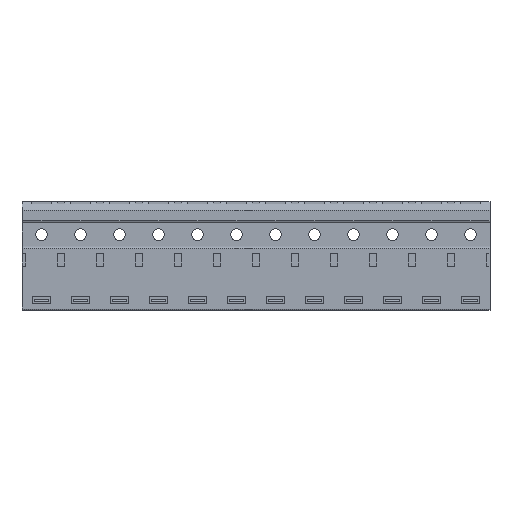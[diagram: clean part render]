
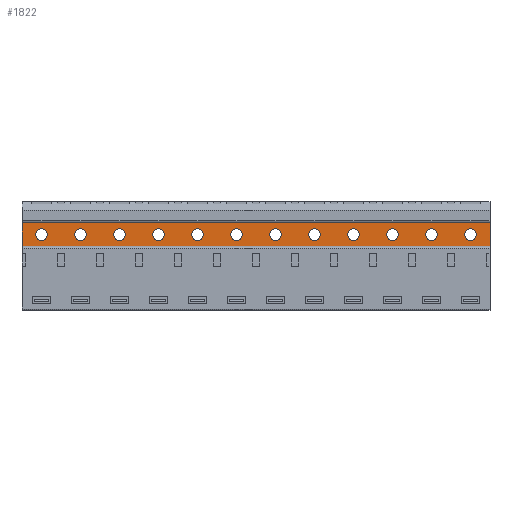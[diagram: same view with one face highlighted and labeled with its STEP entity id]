
A CAD part, front view. The second image highlights one B-rep face of the part: STEP entity #1822.
In plain terms, the highlighted planar face has unit normal (0, -1, 0).
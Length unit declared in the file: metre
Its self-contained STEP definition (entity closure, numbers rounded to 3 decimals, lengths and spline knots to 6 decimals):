
#1822=ADVANCED_FACE('',(#4567,#4568,#4569,#4570,#4571,#4572,#4573,#4574,#4575,#4576,#4577,#4578,#4579),#4580,.T.);
#4567=FACE_OUTER_BOUND('',#8345,.T.);
#4568=FACE_BOUND('',#8346,.T.);
#4569=FACE_BOUND('',#8347,.T.);
#4570=FACE_BOUND('',#8348,.T.);
#4571=FACE_BOUND('',#8349,.T.);
#4572=FACE_BOUND('',#8350,.T.);
#4573=FACE_BOUND('',#8351,.T.);
#4574=FACE_BOUND('',#8352,.T.);
#4575=FACE_BOUND('',#8353,.T.);
#4576=FACE_BOUND('',#8354,.T.);
#4577=FACE_BOUND('',#8355,.T.);
#4578=FACE_BOUND('',#8356,.T.);
#4579=FACE_BOUND('',#8357,.T.);
#4580=PLANE('',#8358);
#8345=EDGE_LOOP('',(#13783,#13784,#13785,#13786));
#8346=EDGE_LOOP('',(#13787));
#8347=EDGE_LOOP('',(#13788));
#8348=EDGE_LOOP('',(#13789));
#8349=EDGE_LOOP('',(#13790));
#8350=EDGE_LOOP('',(#13791));
#8351=EDGE_LOOP('',(#13792));
#8352=EDGE_LOOP('',(#13793));
#8353=EDGE_LOOP('',(#13794));
#8354=EDGE_LOOP('',(#13795));
#8355=EDGE_LOOP('',(#13796));
#8356=EDGE_LOOP('',(#13797));
#8357=EDGE_LOOP('',(#13798));
#8358=AXIS2_PLACEMENT_3D('',#13799,#13800,#13801);
#13783=ORIENTED_EDGE('',*,*,#23049,.T.);
#13784=ORIENTED_EDGE('',*,*,#23050,.T.);
#13785=ORIENTED_EDGE('',*,*,#23051,.T.);
#13786=ORIENTED_EDGE('',*,*,#23052,.F.);
#13787=ORIENTED_EDGE('',*,*,#23053,.F.);
#13788=ORIENTED_EDGE('',*,*,#22009,.F.);
#13789=ORIENTED_EDGE('',*,*,#23054,.F.);
#13790=ORIENTED_EDGE('',*,*,#23055,.F.);
#13791=ORIENTED_EDGE('',*,*,#23056,.F.);
#13792=ORIENTED_EDGE('',*,*,#22683,.F.);
#13793=ORIENTED_EDGE('',*,*,#22316,.F.);
#13794=ORIENTED_EDGE('',*,*,#23057,.F.);
#13795=ORIENTED_EDGE('',*,*,#23058,.F.);
#13796=ORIENTED_EDGE('',*,*,#22455,.F.);
#13797=ORIENTED_EDGE('',*,*,#23059,.F.);
#13798=ORIENTED_EDGE('',*,*,#22140,.F.);
#13799=CARTESIAN_POINT('',(14.160107,11.733671,0.091492));
#13800=DIRECTION('',(0.,-1.0,0.));
#13801=DIRECTION('',(0.0,0.,-1.0));
#22009=EDGE_CURVE('',#26517,#26517,#26518,.T.);
#22140=EDGE_CURVE('',#26744,#26744,#26745,.T.);
#22316=EDGE_CURVE('',#27047,#27047,#27048,.T.);
#22455=EDGE_CURVE('',#27275,#27275,#27276,.T.);
#22683=EDGE_CURVE('',#27660,#27660,#27661,.T.);
#23049=EDGE_CURVE('',#28248,#28249,#28250,.T.);
#23050=EDGE_CURVE('',#28249,#28251,#28252,.T.);
#23051=EDGE_CURVE('',#28251,#28253,#28254,.T.);
#23052=EDGE_CURVE('',#28248,#28253,#28255,.T.);
#23053=EDGE_CURVE('',#28256,#28256,#28257,.T.);
#23054=EDGE_CURVE('',#28258,#28258,#28259,.T.);
#23055=EDGE_CURVE('',#28260,#28260,#28261,.T.);
#23056=EDGE_CURVE('',#28262,#28262,#28263,.T.);
#23057=EDGE_CURVE('',#28264,#28264,#28265,.T.);
#23058=EDGE_CURVE('',#28266,#28266,#28267,.T.);
#23059=EDGE_CURVE('',#28268,#28268,#28269,.T.);
#26517=VERTEX_POINT('',#32990);
#26518=CIRCLE('',#32991,0.00075);
#26744=VERTEX_POINT('',#33308);
#26745=CIRCLE('',#33309,0.00075);
#27047=VERTEX_POINT('',#33732);
#27048=CIRCLE('',#33733,0.00075);
#27275=VERTEX_POINT('',#34090);
#27276=CIRCLE('',#34091,0.00075);
#27660=VERTEX_POINT('',#34715);
#27661=CIRCLE('',#34716,0.00075);
#28248=VERTEX_POINT('',#35581);
#28249=VERTEX_POINT('',#35582);
#28250=LINE('',#35583,#35584);
#28251=VERTEX_POINT('',#35585);
#28252=LINE('',#35586,#35587);
#28253=VERTEX_POINT('',#35588);
#28254=LINE('',#35589,#35590);
#28255=LINE('',#35591,#35592);
#28256=VERTEX_POINT('',#35593);
#28257=CIRCLE('',#35594,0.00075);
#28258=VERTEX_POINT('',#35595);
#28259=CIRCLE('',#35596,0.00075);
#28260=VERTEX_POINT('',#35597);
#28261=CIRCLE('',#35598,0.00075);
#28262=VERTEX_POINT('',#35599);
#28263=CIRCLE('',#35600,0.00075);
#28264=VERTEX_POINT('',#35601);
#28265=CIRCLE('',#35602,0.00075);
#28266=VERTEX_POINT('',#35603);
#28267=CIRCLE('',#35604,0.00075);
#28268=VERTEX_POINT('',#35605);
#28269=CIRCLE('',#35606,0.00075);
#32990=CARTESIAN_POINT('',(14.158357,11.733671,0.092992));
#32991=AXIS2_PLACEMENT_3D('',#41153,#41154,#41155);
#33308=CARTESIAN_POINT('',(14.208357,11.733671,0.092992));
#33309=AXIS2_PLACEMENT_3D('',#41280,#41281,#41282);
#33732=CARTESIAN_POINT('',(14.188357,11.733671,0.092992));
#33733=AXIS2_PLACEMENT_3D('',#41485,#41486,#41487);
#34090=CARTESIAN_POINT('',(14.203357,11.733671,0.092992));
#34091=AXIS2_PLACEMENT_3D('',#41627,#41628,#41629);
#34715=CARTESIAN_POINT('',(14.178357,11.733671,0.092992));
#34716=AXIS2_PLACEMENT_3D('',#41855,#41856,#41857);
#35581=CARTESIAN_POINT('',(14.215107,11.733671,0.094492));
#35582=CARTESIAN_POINT('',(14.155107,11.733671,0.094492));
#35583=CARTESIAN_POINT('',(14.200107,11.733671,0.094492));
#35584=VECTOR('',#42217,1.0);
#35585=CARTESIAN_POINT('',(14.155107,11.733671,0.091492));
#35586=CARTESIAN_POINT('',(14.155107,11.733671,0.091492));
#35587=VECTOR('',#42218,1.0);
#35588=CARTESIAN_POINT('',(14.215107,11.733671,0.091492));
#35589=CARTESIAN_POINT('',(14.160107,11.733671,0.091492));
#35590=VECTOR('',#42219,1.0);
#35591=CARTESIAN_POINT('',(14.215107,11.733671,0.091492));
#35592=VECTOR('',#42220,1.0);
#35593=CARTESIAN_POINT('',(14.183357,11.733671,0.092992));
#35594=AXIS2_PLACEMENT_3D('',#42221,#42222,#42223);
#35595=CARTESIAN_POINT('',(14.163357,11.733671,0.092992));
#35596=AXIS2_PLACEMENT_3D('',#42224,#42225,#42226);
#35597=CARTESIAN_POINT('',(14.168357,11.733671,0.092992));
#35598=AXIS2_PLACEMENT_3D('',#42227,#42228,#42229);
#35599=CARTESIAN_POINT('',(14.173357,11.733671,0.092992));
#35600=AXIS2_PLACEMENT_3D('',#42230,#42231,#42232);
#35601=CARTESIAN_POINT('',(14.193357,11.733671,0.092992));
#35602=AXIS2_PLACEMENT_3D('',#42233,#42234,#42235);
#35603=CARTESIAN_POINT('',(14.198357,11.733671,0.092992));
#35604=AXIS2_PLACEMENT_3D('',#42236,#42237,#42238);
#35605=CARTESIAN_POINT('',(14.213357,11.733671,0.092992));
#35606=AXIS2_PLACEMENT_3D('',#42239,#42240,#42241);
#41153=CARTESIAN_POINT('',(14.157607,11.733671,0.092992));
#41154=DIRECTION('',(0.,-1.0,0.));
#41155=DIRECTION('',(1.0,0.,0.0));
#41280=CARTESIAN_POINT('',(14.207607,11.733671,0.092992));
#41281=DIRECTION('',(0.,-1.0,0.));
#41282=DIRECTION('',(1.0,0.,0.0));
#41485=CARTESIAN_POINT('',(14.187607,11.733671,0.092992));
#41486=DIRECTION('',(0.,-1.0,0.));
#41487=DIRECTION('',(1.0,0.,0.0));
#41627=CARTESIAN_POINT('',(14.202607,11.733671,0.092992));
#41628=DIRECTION('',(0.,-1.0,0.));
#41629=DIRECTION('',(1.0,0.,0.0));
#41855=CARTESIAN_POINT('',(14.177607,11.733671,0.092992));
#41856=DIRECTION('',(0.,-1.0,0.));
#41857=DIRECTION('',(1.0,0.,0.0));
#42217=DIRECTION('',(-1.0,0.,0.));
#42218=DIRECTION('',(0.,0.,-1.0));
#42219=DIRECTION('',(1.0,0.,0.));
#42220=DIRECTION('',(0.,0.,-1.0));
#42221=CARTESIAN_POINT('',(14.182607,11.733671,0.092992));
#42222=DIRECTION('',(0.,-1.0,0.));
#42223=DIRECTION('',(1.0,0.,0.0));
#42224=CARTESIAN_POINT('',(14.162607,11.733671,0.092992));
#42225=DIRECTION('',(0.,-1.0,0.));
#42226=DIRECTION('',(1.0,0.,0.0));
#42227=CARTESIAN_POINT('',(14.167607,11.733671,0.092992));
#42228=DIRECTION('',(0.,-1.0,0.));
#42229=DIRECTION('',(1.0,0.,0.0));
#42230=CARTESIAN_POINT('',(14.172607,11.733671,0.092992));
#42231=DIRECTION('',(0.,-1.0,0.));
#42232=DIRECTION('',(1.0,0.,0.0));
#42233=CARTESIAN_POINT('',(14.192607,11.733671,0.092992));
#42234=DIRECTION('',(0.,-1.0,0.));
#42235=DIRECTION('',(1.0,0.,0.0));
#42236=CARTESIAN_POINT('',(14.197607,11.733671,0.092992));
#42237=DIRECTION('',(0.,-1.0,0.));
#42238=DIRECTION('',(1.0,0.,0.0));
#42239=CARTESIAN_POINT('',(14.212607,11.733671,0.092992));
#42240=DIRECTION('',(0.,-1.0,0.));
#42241=DIRECTION('',(1.0,0.,0.0));
